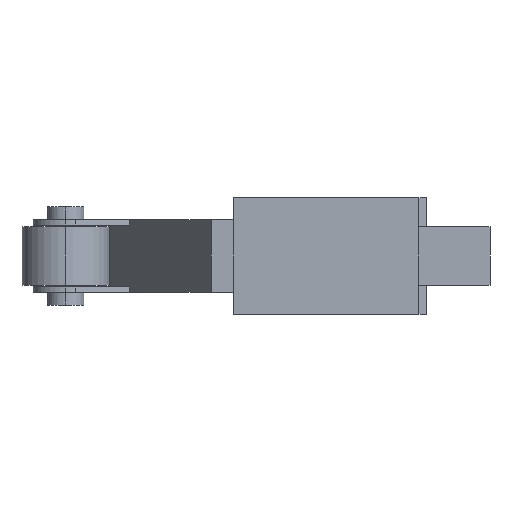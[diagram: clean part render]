
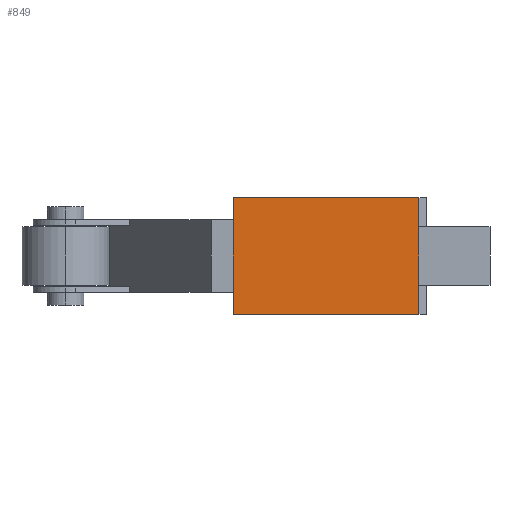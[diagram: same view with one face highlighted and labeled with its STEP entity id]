
A CAD part, left-side view. The second image highlights one B-rep face of the part: STEP entity #849.
In plain terms, the highlighted planar face has unit normal (-1, 0, 0).
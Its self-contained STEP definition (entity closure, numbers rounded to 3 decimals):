
#129 = VERTEX_POINT ( 'NONE', #1056 ) ;
#170 = VERTEX_POINT ( 'NONE', #1195 ) ;
#184 = EDGE_CURVE ( 'NONE', #2264, #129, #1297, .T. ) ;
#319 = VERTEX_POINT ( 'NONE', #2169 ) ;
#408 = ORIENTED_EDGE ( 'NONE', *, *, #184, .F. ) ;
#436 = EDGE_CURVE ( 'NONE', #129, #319, #1495, .T. ) ;
#471 = ORIENTED_EDGE ( 'NONE', *, *, #609, .T. ) ;
#609 = EDGE_CURVE ( 'NONE', #2264, #170, #2112, .T. ) ;
#783 = EDGE_CURVE ( 'NONE', #170, #319, #1278, .T. ) ;
#809 = EDGE_LOOP ( 'NONE', ( #916, #878, #408, #471 ) ) ;
#849 = ADVANCED_FACE ( 'NONE', ( #1805 ), #1806, .F. ) ;
#878 = ORIENTED_EDGE ( 'NONE', *, *, #436, .F. ) ;
#916 = ORIENTED_EDGE ( 'NONE', *, *, #783, .T. ) ;
#1056 = CARTESIAN_POINT ( 'NONE',  ( -14.6, -2.5, 3.2 ) ) ;
#1195 = CARTESIAN_POINT ( 'NONE',  ( -14.6, 7.7, -3.2 ) ) ;
#1278 = LINE ( 'NONE', #1279, #1280 ) ;
#1279 = CARTESIAN_POINT ( 'NONE',  ( -14.6, -2.5, -3.2 ) ) ;
#1280 = VECTOR ( 'NONE', #1281, 1000. ) ;
#1281 = DIRECTION ( 'NONE',  ( 0., -1., 0. ) ) ;
#1297 = LINE ( 'NONE', #1298, #1299 ) ;
#1298 = CARTESIAN_POINT ( 'NONE',  ( -14.6, -2.5, 3.2 ) ) ;
#1299 = VECTOR ( 'NONE', #1300, 1000. ) ;
#1300 = DIRECTION ( 'NONE',  ( 0., -1., 0. ) ) ;
#1495 = LINE ( 'NONE', #1496, #1497 ) ;
#1496 = CARTESIAN_POINT ( 'NONE',  ( -14.6, -2.5, 3.2 ) ) ;
#1497 = VECTOR ( 'NONE', #1498, 1000. ) ;
#1498 = DIRECTION ( 'NONE',  ( 0., 0., -1. ) ) ;
#1805 = FACE_OUTER_BOUND ( 'NONE', #809, .T. ) ;
#1806 = PLANE ( 'NONE',  #1807 ) ;
#1807 = AXIS2_PLACEMENT_3D ( 'NONE', #1808, #1809, #1810 ) ;
#1808 = CARTESIAN_POINT ( 'NONE',  ( -14.6, -2.5, 3.2 ) ) ;
#1809 = DIRECTION ( 'NONE',  ( 1., 0., 0. ) ) ;
#1810 = DIRECTION ( 'NONE',  ( 0., 1., 0. ) ) ;
#1844 = CARTESIAN_POINT ( 'NONE',  ( -14.6, 7.7, 3.2 ) ) ;
#2112 = LINE ( 'NONE', #2113, #2114 ) ;
#2113 = CARTESIAN_POINT ( 'NONE',  ( -14.6, 7.7, 3.2 ) ) ;
#2114 = VECTOR ( 'NONE', #2115, 1000. ) ;
#2115 = DIRECTION ( 'NONE',  ( 0., 0., -1. ) ) ;
#2169 = CARTESIAN_POINT ( 'NONE',  ( -14.6, -2.5, -3.2 ) ) ;
#2264 = VERTEX_POINT ( 'NONE', #1844 ) ;
